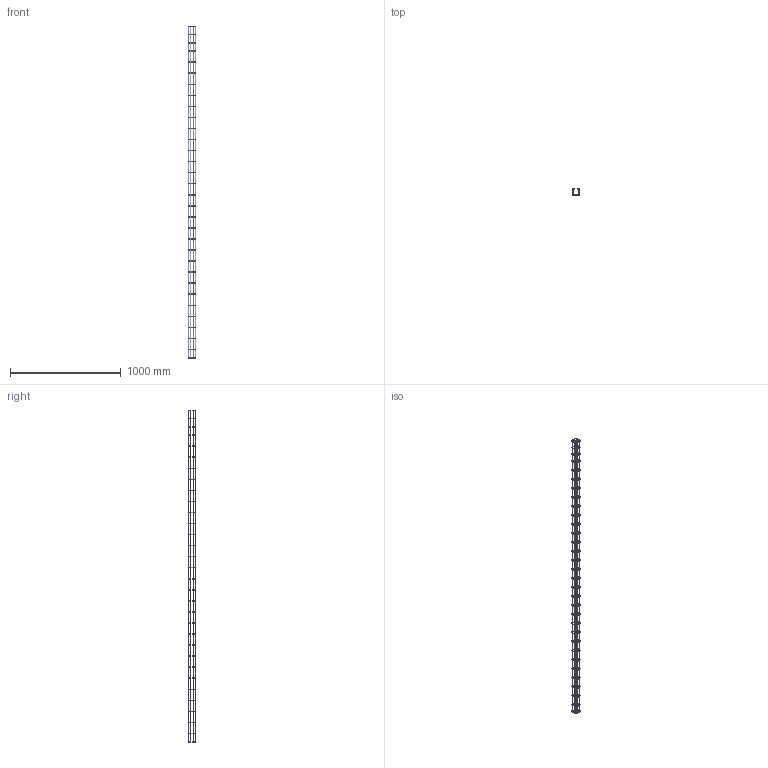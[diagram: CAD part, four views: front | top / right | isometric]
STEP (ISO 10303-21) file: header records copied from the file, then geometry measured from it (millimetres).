
FILE_DESCRIPTION(/* description */ (''),/* implementation_level */ '2;1');
FILE_NAME(/* name */ '6017428',/* time_stamp */ '2013-12-16T14:30:47+01:00',/* author */ (''),/* organization */ (''),/* preprocessor_version */ 'ST-DEVELOPER v15',/* originating_system */ '',/* authorisation */ '');
FILE_SCHEMA (('AUTOMOTIVE_DESIGN'));
Length unit declared in the file: millimetre
Products named in the file (1): Document
Bounding box: 66 x 66 x 3004.4 mm (x, y, z)
Volume: 455102.4 mm3; surface area: 409830 mm2
Topology: 1 solids, 1 shells, 992 faces, 2544 edges, 1504 vertices
Faces by surface type: bspline 912, plane 80
Entity records: 78280 total; most frequent: CARTESIAN_POINT 64086, ORIENTED_EDGE 5088, EDGE_CURVE 2544, VERTEX_POINT 1504, EDGE_LOOP 1376, B_SPLINE_CURVE_WITH_KNOTS 1040, ADVANCED_FACE 992, FACE_OUTER_BOUND 992
